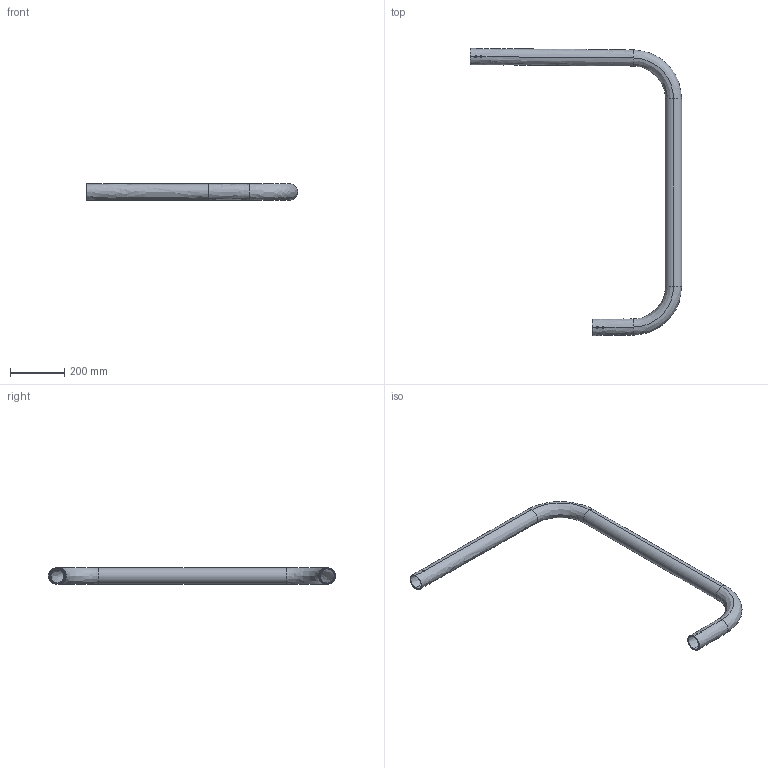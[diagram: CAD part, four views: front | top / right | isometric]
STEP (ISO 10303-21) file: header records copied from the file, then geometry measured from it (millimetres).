
FILE_DESCRIPTION (( 'STEP AP214' ), '1' );
FILE_NAME ('57020110.STEP', '2008-08-04T14:37:44', ( ' ' ), ( '' ), 'SwSTEP 2.0', 'SolidWorks 2008', '' );
FILE_SCHEMA (( 'AUTOMOTIVE_DESIGN' ));
Length unit declared in the file: millimetre
Products named in the file (1): 57020110
Bounding box: 780.15 x 1060.25 x 60.3 mm (x, y, z)
Volume: 1132799.2 mm3; surface area: 687856.7 mm2
Topology: 1 solids, 1 shells, 36 faces, 104 edges, 62 vertices
Faces by surface type: bspline 26, cylinder 8, plane 2
Entity records: 2839 total; most frequent: CARTESIAN_POINT 2045, ORIENTED_EDGE 208, EDGE_CURVE 104, DIRECTION 102, VERTEX_POINT 62, B_SPLINE_CURVE_WITH_KNOTS 44, EDGE_LOOP 38, AXIS2_PLACEMENT_3D 37
